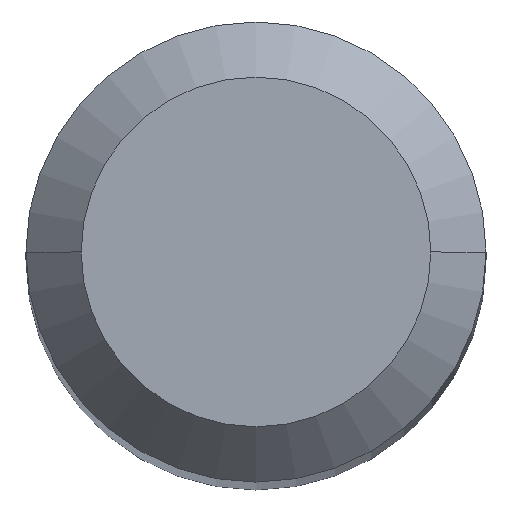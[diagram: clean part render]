
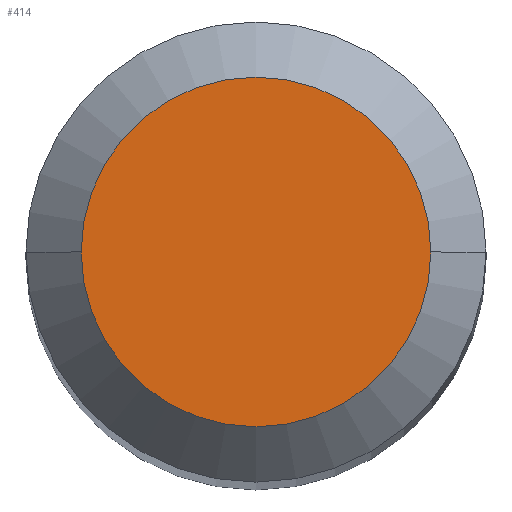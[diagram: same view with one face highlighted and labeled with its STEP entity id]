
A CAD part, top view. The second image highlights one B-rep face of the part: STEP entity #414.
In plain terms, the highlighted planar face has unit normal (0, 0, 1).
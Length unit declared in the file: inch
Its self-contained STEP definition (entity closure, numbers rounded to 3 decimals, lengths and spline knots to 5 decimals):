
#34 = CARTESIAN_POINT ( 'NONE',  ( 0., 0.0475, 0. ) ) ;
#38 = PLANE ( 'NONE',  #86 ) ;
#61 = ORIENTED_EDGE ( 'NONE', *, *, #446, .T. ) ;
#84 = DIRECTION ( 'NONE',  ( 0., 0., 1. ) ) ;
#86 = AXIS2_PLACEMENT_3D ( 'NONE', #34, #205, #320 ) ;
#157 = EDGE_LOOP ( 'NONE', ( #61, #422 ) ) ;
#205 = DIRECTION ( 'NONE',  ( 0., 0., -1. ) ) ;
#208 = AXIS2_PLACEMENT_3D ( 'NONE', #407, #365, #475 ) ;
#318 = CARTESIAN_POINT ( 'NONE',  ( 0., 0., 0. ) ) ;
#320 = DIRECTION ( 'NONE',  ( -1., 0., 0. ) ) ;
#365 = DIRECTION ( 'NONE',  ( 0., 0., 1. ) ) ;
#383 = AXIS2_PLACEMENT_3D ( 'NONE', #318, #84, #396 ) ;
#396 = DIRECTION ( 'NONE',  ( 1., 0., 0. ) ) ;
#407 = CARTESIAN_POINT ( 'NONE',  ( 0., 0., 0. ) ) ;
#414 = ADVANCED_FACE ( 'NONE', ( #430 ), #38, .F. ) ;
#422 = ORIENTED_EDGE ( 'NONE', *, *, #515, .T. ) ;
#426 = CIRCLE ( 'NONE', #208, 0.0475 ) ;
#430 = FACE_OUTER_BOUND ( 'NONE', #157, .T. ) ;
#446 = EDGE_CURVE ( 'NONE', #501, #469, #513, .T. ) ;
#468 = CARTESIAN_POINT ( 'NONE',  ( 0.0475, 0., 0. ) ) ;
#469 = VERTEX_POINT ( 'NONE', #468 ) ;
#473 = CARTESIAN_POINT ( 'NONE',  ( -0.0475, 0., 0. ) ) ;
#475 = DIRECTION ( 'NONE',  ( 1., 0., 0. ) ) ;
#501 = VERTEX_POINT ( 'NONE', #473 ) ;
#513 = CIRCLE ( 'NONE', #383, 0.0475 ) ;
#515 = EDGE_CURVE ( 'NONE', #469, #501, #426, .T. ) ;
